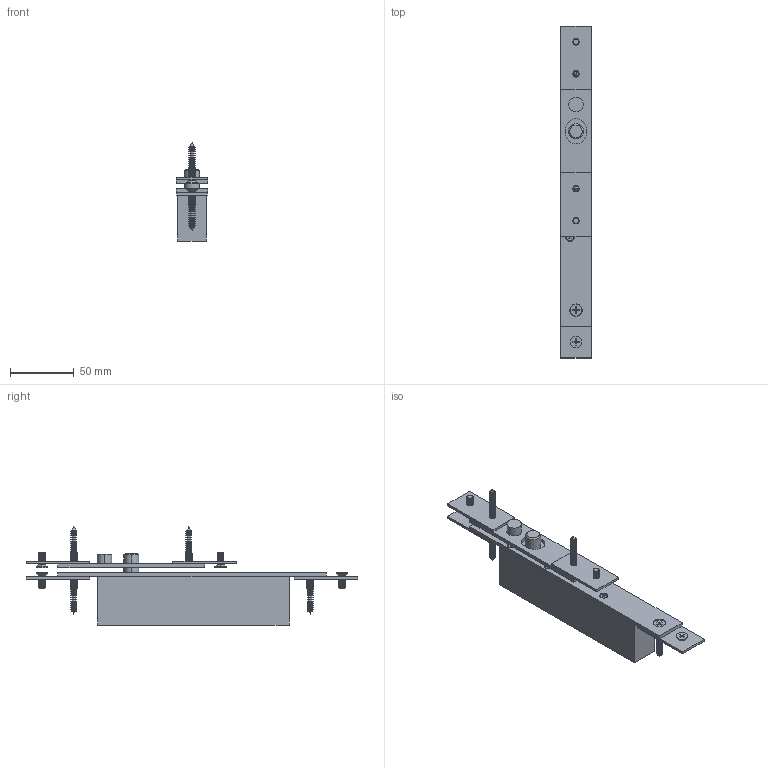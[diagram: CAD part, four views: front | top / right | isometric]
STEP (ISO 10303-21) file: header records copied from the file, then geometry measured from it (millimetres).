
FILE_DESCRIPTION (( 'STEP AP214' ), '1' );
FILE_NAME ('SPP3T2C.step', '2021-07-29T14:22:27', ( '' ), ( '' ), 'SwSTEP 2.0', 'SolidWorks 2020', '' );
FILE_SCHEMA (( 'AUTOMOTIVE_DESIGN' ));
Length unit declared in the file: millimetre
Products named in the file (25): MP0143-AILLETTE DE FIXATION-2; MP0142-TETIERE-1; ISO 10642 - M3 x 8 --- 8S-3; ISO 10642 - M3 x 8 --- 8S-4; Tapping screw DIN 7982-ST4.8x32-C-H-S-3; ISO 7046-1 - M5 x 12 - Z --- 12S-3; ISO 7046-1 - M5 x 12 - Z --- 12S-1; Tapping screw DIN 7982-ST4.8x32-C-H-S-1; ISO 10642 - M3 x 8 --- 8S-2; Tapping screw DIN 7982-ST4.8x32-C-H-S-4; ISO 7046-1 - M5 x 12 - Z --- 12S-8; ISO 10642 - M3 x 8 --- 8S-1; MP0143-AILLETTE DE FIXATION-1; MP0143-AILLETTE DE FIXATION-3; SPP3T2C; ISO 7046-1 - M5 x 12 - Z --- 12S-7; ISO 7046-1 - M5 x 12 - Z --- 12S-2; MP0143-AILLETTE DE FIXATION-4; ISO 10642 - M3 x 8 --- 8S-6; Group1; ISO 7046-1 - M5 x 12 - Z --- 12S-4; ISO 7046-1 - M5 x 12 - Z --- 12S-6; Tapping screw DIN 7982-ST4.8x32-C-H-S-2; ISO 7046-1 - M5 x 12 - Z --- 12S-5; ISO 10642 - M3 x 8 --- 8S-5
Assembly tree (24 placements, depth 2):
  SPP3T2C
    Group1
    ISO 7046-1 - M5 x 12 - Z --- 12S-7
    ISO 7046-1 - M5 x 12 - Z --- 12S-2
    ISO 7046-1 - M5 x 12 - Z --- 12S-4
    ISO 7046-1 - M5 x 12 - Z --- 12S-3
    ISO 7046-1 - M5 x 12 - Z --- 12S-5
    MP0143-AILLETTE DE FIXATION-2
    MP0143-AILLETTE DE FIXATION-3
    MP0143-AILLETTE DE FIXATION-4
    ISO 7046-1 - M5 x 12 - Z --- 12S-1
    ISO 7046-1 - M5 x 12 - Z --- 12S-6
    ISO 7046-1 - M5 x 12 - Z --- 12S-8
    ISO 10642 - M3 x 8 --- 8S-3
    ISO 10642 - M3 x 8 --- 8S-2
    ISO 10642 - M3 x 8 --- 8S-1
    ISO 10642 - M3 x 8 --- 8S-4
    Tapping screw DIN 7982-ST4.8x32-C-H-S-2
    ISO 10642 - M3 x 8 --- 8S-5
    ISO 10642 - M3 x 8 --- 8S-6
    Tapping screw DIN 7982-ST4.8x32-C-H-S-1
    Tapping screw DIN 7982-ST4.8x32-C-H-S-3
    Tapping screw DIN 7982-ST4.8x32-C-H-S-4
    MP0143-AILLETTE DE FIXATION-1
    MP0142-TETIERE-1
Bounding box: 25 x 260 x 76.8 mm (x, y, z)
Volume: 166993.1 mm3; surface area: 49864.1 mm2
Topology: 24 solids, 24 shells, 1899 faces, 4568 edges, 2716 vertices
Faces by surface type: cone 1010, cylinder 534, plane 319, torus 28, bspline 8
Entity records: 56392 total; most frequent: DIRECTION 10658, CARTESIAN_POINT 9534, ORIENTED_EDGE 9064, EDGE_CURVE 4532, AXIS2_PLACEMENT_3D 4288, VERTEX_POINT 2716, CIRCLE 2370, LINE 2082
